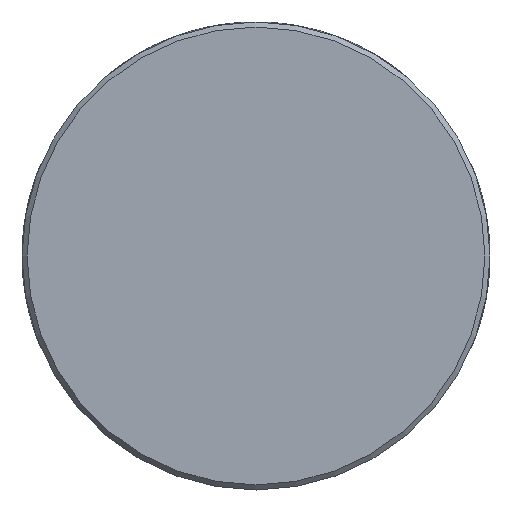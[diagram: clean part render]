
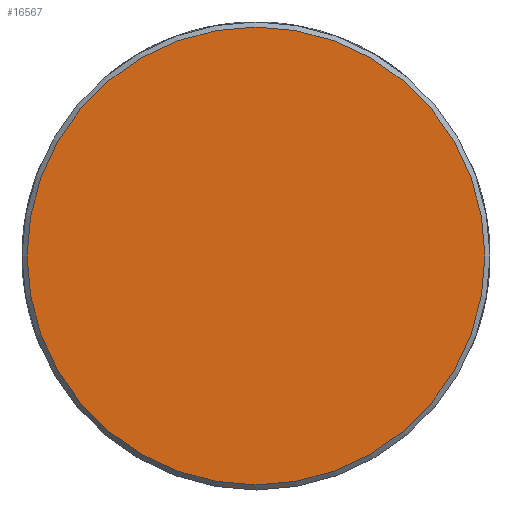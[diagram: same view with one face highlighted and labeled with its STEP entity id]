
A CAD part, front view. The second image highlights one B-rep face of the part: STEP entity #16567.
In plain terms, the highlighted planar face has unit normal (0, -1, 0).
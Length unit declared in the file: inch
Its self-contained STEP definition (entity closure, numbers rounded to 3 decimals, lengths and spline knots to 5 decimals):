
#2626 = CARTESIAN_POINT ( 'NONE',  ( 0., 0., 0. ) ) ;
#3847 = PLANE ( 'NONE',  #19804 ) ;
#7760 = ORIENTED_EDGE ( 'NONE', *, *, #21859, .F. ) ;
#8661 = DIRECTION ( 'NONE',  ( 1., 0., 0. ) ) ;
#9185 = CIRCLE ( 'NONE', #28352, 1.40625 ) ;
#13758 = VERTEX_POINT ( 'NONE', #24235 ) ;
#14669 = DIRECTION ( 'NONE',  ( 0., 1., 0. ) ) ;
#16567 = ADVANCED_FACE ( 'NONE', ( #27359 ), #3847, .F. ) ;
#19804 = AXIS2_PLACEMENT_3D ( 'NONE', #22698, #25429, #8661 ) ;
#21859 = EDGE_CURVE ( 'NONE', #13758, #13758, #9185, .T. ) ;
#22698 = CARTESIAN_POINT ( 'NONE',  ( 0., 0., 0. ) ) ;
#24205 = EDGE_LOOP ( 'NONE', ( #7760 ) ) ;
#24235 = CARTESIAN_POINT ( 'NONE',  ( 0., 0., 1.40625 ) ) ;
#25429 = DIRECTION ( 'NONE',  ( 0., 1., 0. ) ) ;
#26821 = DIRECTION ( 'NONE',  ( 0., 0., 1. ) ) ;
#27359 = FACE_OUTER_BOUND ( 'NONE', #24205, .T. ) ;
#28352 = AXIS2_PLACEMENT_3D ( 'NONE', #2626, #14669, #26821 ) ;
